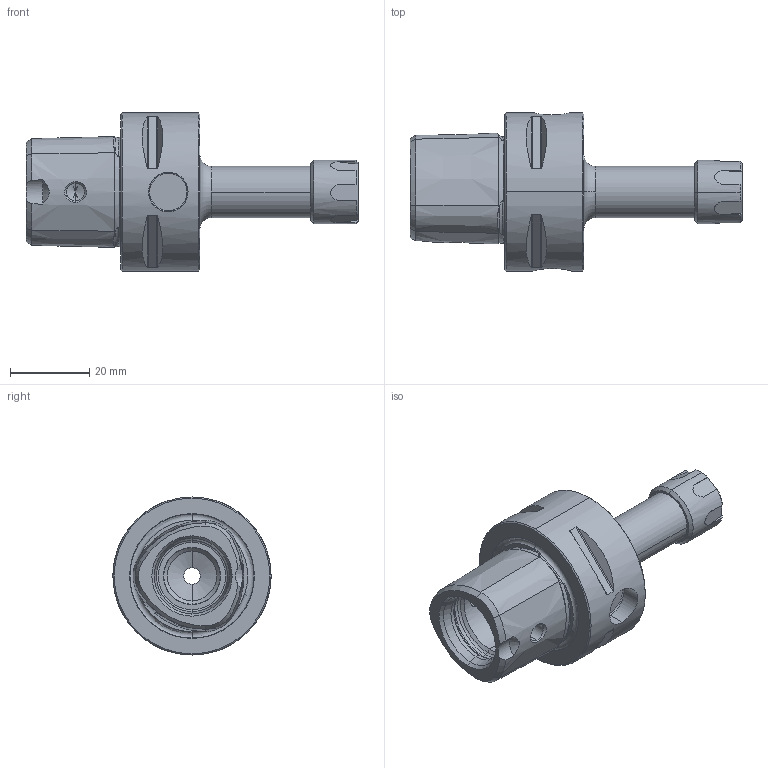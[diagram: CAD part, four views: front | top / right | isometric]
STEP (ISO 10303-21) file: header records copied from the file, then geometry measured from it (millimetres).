
FILE_DESCRIPTION (( 'STEP AP203' ), '1' );
FILE_NAME ('PS4.E11.So1.060.STEP', '2024-08-27T09:03:01', ( '' ), ( '' ), 'SwSTEP 2.0', 'SolidWorks 2022', '' );
FILE_SCHEMA (( 'CONFIG_CONTROL_DESIGN' ));
Length unit declared in the file: millimetre
Products named in the file (3): PS4.E11.So1.060; PS4-E11.So1.060_A_Fertigbearbeitung; E11-ER1.001.012
Assembly tree (2 placements, depth 2):
  PS4.E11.So1.060
    PS4-E11.So1.060_A_Fertigbearbeitung
    E11-ER1.001.012
Bounding box: 84 x 40 x 40 mm (x, y, z)
Volume: 34718 mm3; surface area: 12579.3 mm2
Topology: 2 solids, 2 shells, 203 faces, 484 edges, 291 vertices
Faces by surface type: cone 71, cylinder 45, torus 44, plane 43
Entity records: 6790 total; most frequent: CARTESIAN_POINT 1865, DIRECTION 1005, ORIENTED_EDGE 960, EDGE_CURVE 480, AXIS2_PLACEMENT_3D 423, VERTEX_POINT 291, EDGE_LOOP 219, CIRCLE 215
